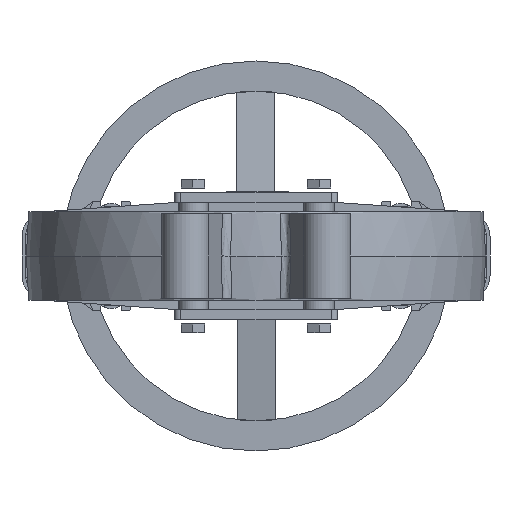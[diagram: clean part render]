
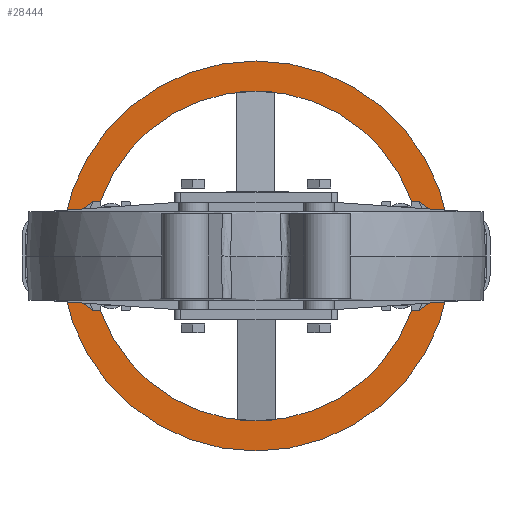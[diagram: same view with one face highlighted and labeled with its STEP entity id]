
A CAD part, front view. The second image highlights one B-rep face of the part: STEP entity #28444.
In plain terms, the highlighted planar face has unit normal (0, -1, 0).
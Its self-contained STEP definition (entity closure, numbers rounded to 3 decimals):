
#1797 = DIRECTION ( 'NONE',  ( 0., 0., 1. ) ) ;
#1798 = DIRECTION ( 'NONE',  ( 0., 1., 0. ) ) ;
#1799 = CARTESIAN_POINT ( 'NONE',  ( -131., 761., 0. ) ) ;
#1829 = PLANE ( 'NONE',  #1862 ) ;
#1844 = FACE_OUTER_BOUND ( 'NONE', #28777, .T. ) ;
#1861 = FACE_BOUND ( 'NONE', #28784, .T. ) ;
#1862 = AXIS2_PLACEMENT_3D ( 'NONE', #1799, #1798, #1797 ) ;
#2731 = DIRECTION ( 'NONE',  ( 0., 0., -1. ) ) ;
#2732 = DIRECTION ( 'NONE',  ( 0., -1., 0. ) ) ;
#2733 = CARTESIAN_POINT ( 'NONE',  ( 0., 761., 0. ) ) ;
#2734 = AXIS2_PLACEMENT_3D ( 'NONE', #2733, #2732, #2731 ) ;
#2735 = CIRCLE ( 'NONE', #2734, 131. ) ;
#2931 = CARTESIAN_POINT ( 'NONE',  ( 0., 761., 155. ) ) ;
#3171 = CIRCLE ( 'NONE', #3208, 155. ) ;
#3187 = CARTESIAN_POINT ( 'NONE',  ( 0., 761., -155. ) ) ;
#3207 = DIRECTION ( 'NONE',  ( 0., 0., -1. ) ) ;
#3208 = AXIS2_PLACEMENT_3D ( 'NONE', #3210, #3212, #3207 ) ;
#3210 = CARTESIAN_POINT ( 'NONE',  ( 0., 761., 0. ) ) ;
#3212 = DIRECTION ( 'NONE',  ( 0., -1., 0. ) ) ;
#3248 = CARTESIAN_POINT ( 'NONE',  ( 0., 761., 0. ) ) ;
#3249 = AXIS2_PLACEMENT_3D ( 'NONE', #3248, #3286, #3285 ) ;
#3259 = CIRCLE ( 'NONE', #3249, 155. ) ;
#3285 = DIRECTION ( 'NONE',  ( 0., 0., -1. ) ) ;
#3286 = DIRECTION ( 'NONE',  ( 0., -1., 0. ) ) ;
#13242 = CARTESIAN_POINT ( 'NONE',  ( 0., 761., -131. ) ) ;
#14279 = CARTESIAN_POINT ( 'NONE',  ( 0., 761., 131. ) ) ;
#14280 = DIRECTION ( 'NONE',  ( 0., 0., -1. ) ) ;
#14288 = CIRCLE ( 'NONE', #14327, 131. ) ;
#14322 = DIRECTION ( 'NONE',  ( 0., -1., 0. ) ) ;
#14327 = AXIS2_PLACEMENT_3D ( 'NONE', #14351, #14322, #14280 ) ;
#14351 = CARTESIAN_POINT ( 'NONE',  ( 0., 761., 0. ) ) ;
#28444 = ADVANCED_FACE ( 'NONE', ( #1861, #1844 ), #1829, .F. ) ;
#28453 = ORIENTED_EDGE ( 'NONE', *, *, #28818, .T. ) ;
#28645 = ORIENTED_EDGE ( 'NONE', *, *, #28649, .F. ) ;
#28649 = EDGE_CURVE ( 'NONE', #33803, #34078, #2735, .T. ) ;
#28734 = ORIENTED_EDGE ( 'NONE', *, *, #28814, .T. ) ;
#28773 = VERTEX_POINT ( 'NONE', #2931 ) ;
#28777 = EDGE_LOOP ( 'NONE', ( #28734, #28453 ) ) ;
#28784 = EDGE_LOOP ( 'NONE', ( #28867, #28645 ) ) ;
#28789 = VERTEX_POINT ( 'NONE', #3187 ) ;
#28814 = EDGE_CURVE ( 'NONE', #28789, #28773, #3259, .T. ) ;
#28818 = EDGE_CURVE ( 'NONE', #28773, #28789, #3171, .T. ) ;
#28867 = ORIENTED_EDGE ( 'NONE', *, *, #34069, .F. ) ;
#33803 = VERTEX_POINT ( 'NONE', #13242 ) ;
#34069 = EDGE_CURVE ( 'NONE', #34078, #33803, #14288, .T. ) ;
#34078 = VERTEX_POINT ( 'NONE', #14279 ) ;
